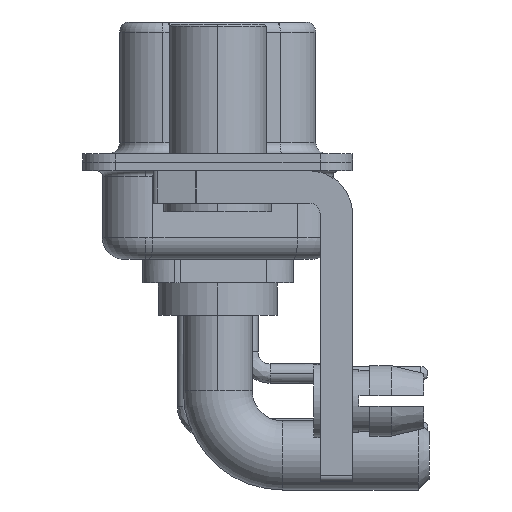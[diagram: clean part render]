
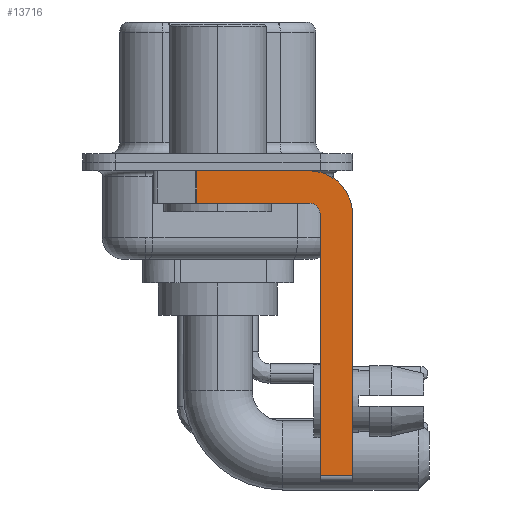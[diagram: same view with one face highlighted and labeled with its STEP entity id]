
A CAD part, left-side view. The second image highlights one B-rep face of the part: STEP entity #13716.
In plain terms, the highlighted planar face has unit normal (-1, 0, 0).
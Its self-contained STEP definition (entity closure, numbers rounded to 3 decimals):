
#29 = DIRECTION ( 'NONE',  ( 1., 0., 0. ) ) ;
#252 = ORIENTED_EDGE ( 'NONE', *, *, #14290, .T. ) ;
#559 = CIRCLE ( 'NONE', #4626, 2. ) ;
#1564 = ORIENTED_EDGE ( 'NONE', *, *, #15988, .T. ) ;
#1881 = CARTESIAN_POINT ( 'NONE',  ( -2.9, -4.75, -2.4 ) ) ;
#2863 = ORIENTED_EDGE ( 'NONE', *, *, #23624, .F. ) ;
#3040 = VERTEX_POINT ( 'NONE', #13036 ) ;
#3324 = ORIENTED_EDGE ( 'NONE', *, *, #19937, .F. ) ;
#4018 = DIRECTION ( 'NONE',  ( 0., 1., 0. ) ) ;
#4626 = AXIS2_PLACEMENT_3D ( 'NONE', #6183, #28328, #21147 ) ;
#4809 = VERTEX_POINT ( 'NONE', #1881 ) ;
#4902 = CARTESIAN_POINT ( 'NONE',  ( -2.9, -4.25, -14.55 ) ) ;
#5208 = LINE ( 'NONE', #26569, #20933 ) ;
#5265 = VECTOR ( 'NONE', #9506, 1000. ) ;
#5973 = VECTOR ( 'NONE', #4018, 1000. ) ;
#6183 = CARTESIAN_POINT ( 'NONE',  ( -2.9, -4.25, -2.4 ) ) ;
#6421 = CARTESIAN_POINT ( 'NONE',  ( -2.9, -6.25, -14.55 ) ) ;
#6447 = CARTESIAN_POINT ( 'NONE',  ( -2.9, -4.75, -14.55 ) ) ;
#6562 = LINE ( 'NONE', #28382, #14774 ) ;
#6600 = EDGE_CURVE ( 'NONE', #30497, #4809, #26504, .T. ) ;
#7200 = FACE_OUTER_BOUND ( 'NONE', #11745, .T. ) ;
#8635 = CARTESIAN_POINT ( 'NONE',  ( -2.9, -4.25, -1.9 ) ) ;
#8782 = VERTEX_POINT ( 'NONE', #26663 ) ;
#9420 = PLANE ( 'NONE',  #29519 ) ;
#9506 = DIRECTION ( 'NONE',  ( 0., -1., 0. ) ) ;
#10332 = VERTEX_POINT ( 'NONE', #10405 ) ;
#10405 = CARTESIAN_POINT ( 'NONE',  ( -2.9, -6.25, -2.4 ) ) ;
#10597 = CARTESIAN_POINT ( 'NONE',  ( -2.9, -4.25, -2.4 ) ) ;
#10827 = DIRECTION ( 'NONE',  ( 0., 0., -1. ) ) ;
#11488 = CARTESIAN_POINT ( 'NONE',  ( -2.9, -4.25, -1.9 ) ) ;
#11745 = EDGE_LOOP ( 'NONE', ( #2863, #252, #25910, #3324, #28709, #1564, #12108, #24826 ) ) ;
#12108 = ORIENTED_EDGE ( 'NONE', *, *, #19052, .F. ) ;
#12874 = CARTESIAN_POINT ( 'NONE',  ( -2.9, 0.978, -0.4 ) ) ;
#13036 = CARTESIAN_POINT ( 'NONE',  ( -2.9, -4.25, -0.4 ) ) ;
#13478 = VERTEX_POINT ( 'NONE', #6421 ) ;
#13716 = ADVANCED_FACE ( 'NONE', ( #7200 ), #9420, .F. ) ;
#14290 = EDGE_CURVE ( 'NONE', #19437, #8782, #6562, .T. ) ;
#14774 = VECTOR ( 'NONE', #30446, 1000. ) ;
#15814 = EDGE_CURVE ( 'NONE', #3040, #10332, #559, .T. ) ;
#15988 = EDGE_CURVE ( 'NONE', #30497, #13478, #24472, .T. ) ;
#18008 = LINE ( 'NONE', #20707, #21112 ) ;
#19052 = EDGE_CURVE ( 'NONE', #10332, #13478, #18008, .T. ) ;
#19376 = DIRECTION ( 'NONE',  ( 0., -1., 0. ) ) ;
#19437 = VERTEX_POINT ( 'NONE', #12874 ) ;
#19937 = EDGE_CURVE ( 'NONE', #4809, #20587, #21134, .T. ) ;
#20587 = VERTEX_POINT ( 'NONE', #11488 ) ;
#20707 = CARTESIAN_POINT ( 'NONE',  ( -2.9, -6.25, -2.4 ) ) ;
#20933 = VECTOR ( 'NONE', #19376, 1000. ) ;
#21112 = VECTOR ( 'NONE', #10827, 1000. ) ;
#21134 = CIRCLE ( 'NONE', #25704, 0.5 ) ;
#21147 = DIRECTION ( 'NONE',  ( 0., 0., -1. ) ) ;
#21285 = EDGE_CURVE ( 'NONE', #20587, #8782, #22969, .T. ) ;
#22550 = VECTOR ( 'NONE', #31112, 1000. ) ;
#22873 = DIRECTION ( 'NONE',  ( -1., 0., 0. ) ) ;
#22969 = LINE ( 'NONE', #8635, #5973 ) ;
#23624 = EDGE_CURVE ( 'NONE', #19437, #3040, #5208, .T. ) ;
#23801 = CARTESIAN_POINT ( 'NONE',  ( -2.9, -4.75, -14.8 ) ) ;
#24472 = LINE ( 'NONE', #4902, #5265 ) ;
#24541 = CARTESIAN_POINT ( 'NONE',  ( -2.9, -4.25, -2.4 ) ) ;
#24826 = ORIENTED_EDGE ( 'NONE', *, *, #15814, .F. ) ;
#25704 = AXIS2_PLACEMENT_3D ( 'NONE', #10597, #22873, #25741 ) ;
#25741 = DIRECTION ( 'NONE',  ( 0., 0., 1. ) ) ;
#25910 = ORIENTED_EDGE ( 'NONE', *, *, #21285, .F. ) ;
#26504 = LINE ( 'NONE', #23801, #22550 ) ;
#26569 = CARTESIAN_POINT ( 'NONE',  ( -2.9, 3., -0.4 ) ) ;
#26640 = DIRECTION ( 'NONE',  ( 0., 0., -1. ) ) ;
#26663 = CARTESIAN_POINT ( 'NONE',  ( -2.9, 0.978, -1.9 ) ) ;
#28328 = DIRECTION ( 'NONE',  ( 1., 0., 0. ) ) ;
#28382 = CARTESIAN_POINT ( 'NONE',  ( -2.9, 0.978, -1.9 ) ) ;
#28709 = ORIENTED_EDGE ( 'NONE', *, *, #6600, .F. ) ;
#29519 = AXIS2_PLACEMENT_3D ( 'NONE', #24541, #29, #26640 ) ;
#30446 = DIRECTION ( 'NONE',  ( 0., 0., -1. ) ) ;
#30497 = VERTEX_POINT ( 'NONE', #6447 ) ;
#31112 = DIRECTION ( 'NONE',  ( 0., 0., 1. ) ) ;
